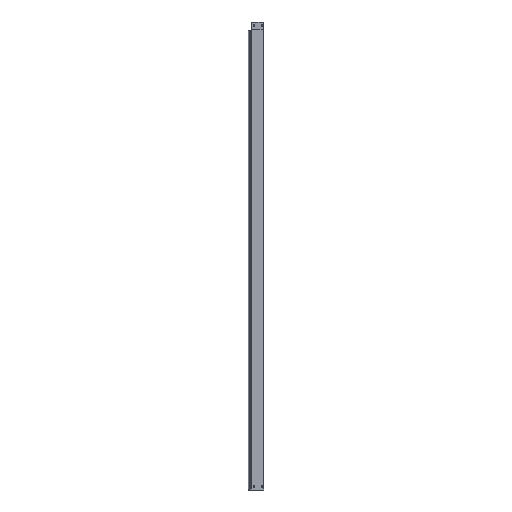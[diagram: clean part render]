
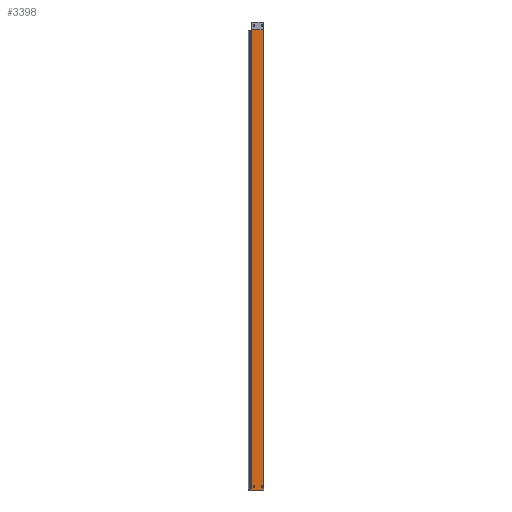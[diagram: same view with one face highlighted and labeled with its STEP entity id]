
A CAD part, left-side view. The second image highlights one B-rep face of the part: STEP entity #3398.
In plain terms, the highlighted planar face has unit normal (-1, 0, 0).
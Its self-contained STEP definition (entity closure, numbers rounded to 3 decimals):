
#38 = DIRECTION ( 'NONE',  ( 0., 0., 1. ) ) ;
#197 = CARTESIAN_POINT ( 'NONE',  ( -300., 1.321, 2948.598 ) ) ;
#211 = EDGE_CURVE ( 'NONE', #16757, #2415, #15262, .T. ) ;
#220 = DIRECTION ( 'NONE',  ( -1., 0., 0. ) ) ;
#668 = CIRCLE ( 'NONE', #16567, 3.5 ) ;
#755 = PLANE ( 'NONE',  #8956 ) ;
#821 = DIRECTION ( 'NONE',  ( 1., 0., 0. ) ) ;
#1351 = EDGE_CURVE ( 'NONE', #2415, #17496, #3042, .T. ) ;
#1631 = AXIS2_PLACEMENT_3D ( 'NONE', #3243, #19467, #11594 ) ;
#1642 = CARTESIAN_POINT ( 'NONE',  ( -300., 7., 20. ) ) ;
#1788 = VERTEX_POINT ( 'NONE', #17403 ) ;
#2033 = AXIS2_PLACEMENT_3D ( 'NONE', #18275, #11682, #15092 ) ;
#2318 = DIRECTION ( 'NONE',  ( 0., 1., 0. ) ) ;
#2367 = ORIENTED_EDGE ( 'NONE', *, *, #2703, .F. ) ;
#2415 = VERTEX_POINT ( 'NONE', #14381 ) ;
#2541 = CARTESIAN_POINT ( 'NONE',  ( -300., 1., 0. ) ) ;
#2556 = EDGE_LOOP ( 'NONE', ( #16406, #7171, #2612, #11808 ) ) ;
#2612 = ORIENTED_EDGE ( 'NONE', *, *, #13981, .F. ) ;
#2703 = EDGE_CURVE ( 'NONE', #18352, #2846, #13872, .T. ) ;
#2846 = VERTEX_POINT ( 'NONE', #18701 ) ;
#2924 = VERTEX_POINT ( 'NONE', #11257 ) ;
#2941 = EDGE_CURVE ( 'NONE', #1788, #19355, #668, .T. ) ;
#3042 = LINE ( 'NONE', #19407, #11146 ) ;
#3243 = CARTESIAN_POINT ( 'NONE',  ( -300., 63., 28. ) ) ;
#3263 = CARTESIAN_POINT ( 'NONE',  ( -300., 66.5, 28. ) ) ;
#3293 = EDGE_LOOP ( 'NONE', ( #17299, #16540, #12261, #19263, #11087, #19469, #8383 ) ) ;
#3398 = ADVANCED_FACE ( 'NONE', ( #20349, #7668, #15786 ), #755, .F. ) ;
#3634 = AXIS2_PLACEMENT_3D ( 'NONE', #1642, #220, #11556 ) ;
#4172 = VECTOR ( 'NONE', #16793, 1000. ) ;
#4209 = VERTEX_POINT ( 'NONE', #18842 ) ;
#4523 = EDGE_CURVE ( 'NONE', #2924, #18352, #5432, .T. ) ;
#4836 = DIRECTION ( 'NONE',  ( 0., 0., 1. ) ) ;
#4864 = CARTESIAN_POINT ( 'NONE',  ( -300., 78.322, 0. ) ) ;
#5177 = CARTESIAN_POINT ( 'NONE',  ( -300., 2., 2948.764 ) ) ;
#5211 = LINE ( 'NONE', #21007, #11008 ) ;
#5432 = LINE ( 'NONE', #8258, #16813 ) ;
#5448 = DIRECTION ( 'NONE',  ( 0., 0., -1. ) ) ;
#5830 = EDGE_CURVE ( 'NONE', #4209, #17496, #12277, .T. ) ;
#5899 = DIRECTION ( 'NONE',  ( 0., 0., -1. ) ) ;
#6154 = CARTESIAN_POINT ( 'NONE',  ( -300., 3.5, 28. ) ) ;
#6200 = ORIENTED_EDGE ( 'NONE', *, *, #10999, .F. ) ;
#6306 = CARTESIAN_POINT ( 'NONE',  ( -300., 59.5, 20. ) ) ;
#6338 = EDGE_CURVE ( 'NONE', #19355, #6505, #7430, .T. ) ;
#6505 = VERTEX_POINT ( 'NONE', #14738 ) ;
#6659 = CARTESIAN_POINT ( 'NONE',  ( -300., 63., 20. ) ) ;
#7171 = ORIENTED_EDGE ( 'NONE', *, *, #2941, .F. ) ;
#7279 = VECTOR ( 'NONE', #9013, 1000. ) ;
#7322 = CARTESIAN_POINT ( 'NONE',  ( -300., 10.5, 20. ) ) ;
#7379 = VERTEX_POINT ( 'NONE', #4864 ) ;
#7430 = LINE ( 'NONE', #6306, #20103 ) ;
#7668 = FACE_BOUND ( 'NONE', #17206, .T. ) ;
#7786 = LINE ( 'NONE', #7322, #7279 ) ;
#7880 = VECTOR ( 'NONE', #17984, 1000. ) ;
#8203 = CARTESIAN_POINT ( 'NONE',  ( -300., 1.652, 2948.719 ) ) ;
#8258 = CARTESIAN_POINT ( 'NONE',  ( -300., 3.5, 20. ) ) ;
#8383 = ORIENTED_EDGE ( 'NONE', *, *, #19393, .F. ) ;
#8956 = AXIS2_PLACEMENT_3D ( 'NONE', #16835, #821, #2318 ) ;
#8999 = VECTOR ( 'NONE', #5448, 1000. ) ;
#9013 = DIRECTION ( 'NONE',  ( 0., 0., -1. ) ) ;
#9609 = CARTESIAN_POINT ( 'NONE',  ( -300., 0., 0. ) ) ;
#9663 = VERTEX_POINT ( 'NONE', #15985 ) ;
#10281 = VECTOR ( 'NONE', #5899, 1000. ) ;
#10845 = ORIENTED_EDGE ( 'NONE', *, *, #4523, .F. ) ;
#10999 = EDGE_CURVE ( 'NONE', #9663, #2924, #13908, .T. ) ;
#11008 = VECTOR ( 'NONE', #16050, 1000. ) ;
#11087 = ORIENTED_EDGE ( 'NONE', *, *, #20658, .T. ) ;
#11146 = VECTOR ( 'NONE', #13024, 1000. ) ;
#11257 = CARTESIAN_POINT ( 'NONE',  ( -300., 3.5, 20. ) ) ;
#11556 = DIRECTION ( 'NONE',  ( 0., -1., 0. ) ) ;
#11594 = DIRECTION ( 'NONE',  ( 0., -1., 0. ) ) ;
#11682 = DIRECTION ( 'NONE',  ( -1., 0., 0. ) ) ;
#11808 = ORIENTED_EDGE ( 'NONE', *, *, #15883, .F. ) ;
#11959 = CARTESIAN_POINT ( 'NONE',  ( -300., 78.322, 2948.5 ) ) ;
#11990 = CARTESIAN_POINT ( 'NONE',  ( -300., 0., 2948.764 ) ) ;
#12261 = ORIENTED_EDGE ( 'NONE', *, *, #1351, .F. ) ;
#12277 = LINE ( 'NONE', #11990, #4172 ) ;
#13024 = DIRECTION ( 'NONE',  ( 0., 0., 1. ) ) ;
#13155 = CARTESIAN_POINT ( 'NONE',  ( -300., 1.161, 2948.524 ) ) ;
#13872 = CIRCLE ( 'NONE', #2033, 3.5 ) ;
#13908 = CIRCLE ( 'NONE', #3634, 3.5 ) ;
#13937 = ORIENTED_EDGE ( 'NONE', *, *, #18906, .F. ) ;
#13948 = CARTESIAN_POINT ( 'NONE',  ( -300., 1., 0. ) ) ;
#13981 = EDGE_CURVE ( 'NONE', #19141, #1788, #5211, .T. ) ;
#14310 = VECTOR ( 'NONE', #14617, 1000. ) ;
#14375 = CARTESIAN_POINT ( 'NONE',  ( -300., 1., 2948.453 ) ) ;
#14381 = CARTESIAN_POINT ( 'NONE',  ( -300., 77.822, 2948.5 ) ) ;
#14524 = DIRECTION ( 'NONE',  ( 0., -1., 0. ) ) ;
#14591 = LINE ( 'NONE', #9609, #14310 ) ;
#14617 = DIRECTION ( 'NONE',  ( 0., -1., 0. ) ) ;
#14738 = CARTESIAN_POINT ( 'NONE',  ( -300., 59.5, 28. ) ) ;
#15092 = DIRECTION ( 'NONE',  ( 0., -1., 0. ) ) ;
#15197 = EDGE_CURVE ( 'NONE', #7379, #20939, #14591, .T. ) ;
#15262 = LINE ( 'NONE', #17208, #7880 ) ;
#15371 = LINE ( 'NONE', #11959, #8999 ) ;
#15544 = CARTESIAN_POINT ( 'NONE',  ( -300., 78.322, 2948.5 ) ) ;
#15786 = FACE_OUTER_BOUND ( 'NONE', #3293, .T. ) ;
#15883 = EDGE_CURVE ( 'NONE', #6505, #19141, #20132, .T. ) ;
#15985 = CARTESIAN_POINT ( 'NONE',  ( -300., 10.5, 20. ) ) ;
#16050 = DIRECTION ( 'NONE',  ( 0., 0., -1. ) ) ;
#16202 = CARTESIAN_POINT ( 'NONE',  ( -300., 1.823, 2948.764 ) ) ;
#16406 = ORIENTED_EDGE ( 'NONE', *, *, #6338, .F. ) ;
#16540 = ORIENTED_EDGE ( 'NONE', *, *, #5830, .T. ) ;
#16567 = AXIS2_PLACEMENT_3D ( 'NONE', #6659, #19256, #14524 ) ;
#16574 = CARTESIAN_POINT ( 'NONE',  ( -300., 59.5, 20. ) ) ;
#16757 = VERTEX_POINT ( 'NONE', #15544 ) ;
#16793 = DIRECTION ( 'NONE',  ( 0., 1., 0. ) ) ;
#16813 = VECTOR ( 'NONE', #38, 1000. ) ;
#16835 = CARTESIAN_POINT ( 'NONE',  ( -300., 0., 0. ) ) ;
#17206 = EDGE_LOOP ( 'NONE', ( #10845, #6200, #13937, #2367 ) ) ;
#17208 = CARTESIAN_POINT ( 'NONE',  ( -300., 0., 2948.5 ) ) ;
#17299 = ORIENTED_EDGE ( 'NONE', *, *, #17620, .T. ) ;
#17403 = CARTESIAN_POINT ( 'NONE',  ( -300., 66.5, 20. ) ) ;
#17496 = VERTEX_POINT ( 'NONE', #20881 ) ;
#17620 = EDGE_CURVE ( 'NONE', #20623, #4209, #19491, .T. ) ;
#17984 = DIRECTION ( 'NONE',  ( 0., -1., 0. ) ) ;
#18275 = CARTESIAN_POINT ( 'NONE',  ( -300., 7., 28. ) ) ;
#18352 = VERTEX_POINT ( 'NONE', #6154 ) ;
#18612 = CARTESIAN_POINT ( 'NONE',  ( -300., 1., 2948.453 ) ) ;
#18701 = CARTESIAN_POINT ( 'NONE',  ( -300., 10.5, 28. ) ) ;
#18842 = CARTESIAN_POINT ( 'NONE',  ( -300., 2., 2948.764 ) ) ;
#18906 = EDGE_CURVE ( 'NONE', #2846, #9663, #7786, .T. ) ;
#19141 = VERTEX_POINT ( 'NONE', #3263 ) ;
#19256 = DIRECTION ( 'NONE',  ( -1., 0., 0. ) ) ;
#19263 = ORIENTED_EDGE ( 'NONE', *, *, #211, .F. ) ;
#19355 = VERTEX_POINT ( 'NONE', #16574 ) ;
#19393 = EDGE_CURVE ( 'NONE', #20623, #20939, #19940, .T. ) ;
#19407 = CARTESIAN_POINT ( 'NONE',  ( -300., 77.822, 0. ) ) ;
#19467 = DIRECTION ( 'NONE',  ( -1., 0., 0. ) ) ;
#19469 = ORIENTED_EDGE ( 'NONE', *, *, #15197, .T. ) ;
#19491 = B_SPLINE_CURVE_WITH_KNOTS ( 'NONE', 3,
 ( #14375, #13155, #197, #8203, #16202, #5177 ),
 .UNSPECIFIED., .F., .F.,
 ( 4, 2, 4 ),
 ( 0., 0.001, 0.001 ),
 .UNSPECIFIED. ) ;
#19940 = LINE ( 'NONE', #2541, #10281 ) ;
#20103 = VECTOR ( 'NONE', #4836, 1000. ) ;
#20132 = CIRCLE ( 'NONE', #1631, 3.5 ) ;
#20349 = FACE_BOUND ( 'NONE', #2556, .T. ) ;
#20623 = VERTEX_POINT ( 'NONE', #18612 ) ;
#20658 = EDGE_CURVE ( 'NONE', #16757, #7379, #15371, .T. ) ;
#20881 = CARTESIAN_POINT ( 'NONE',  ( -300., 77.822, 2948.764 ) ) ;
#20939 = VERTEX_POINT ( 'NONE', #13948 ) ;
#21007 = CARTESIAN_POINT ( 'NONE',  ( -300., 66.5, 20. ) ) ;
